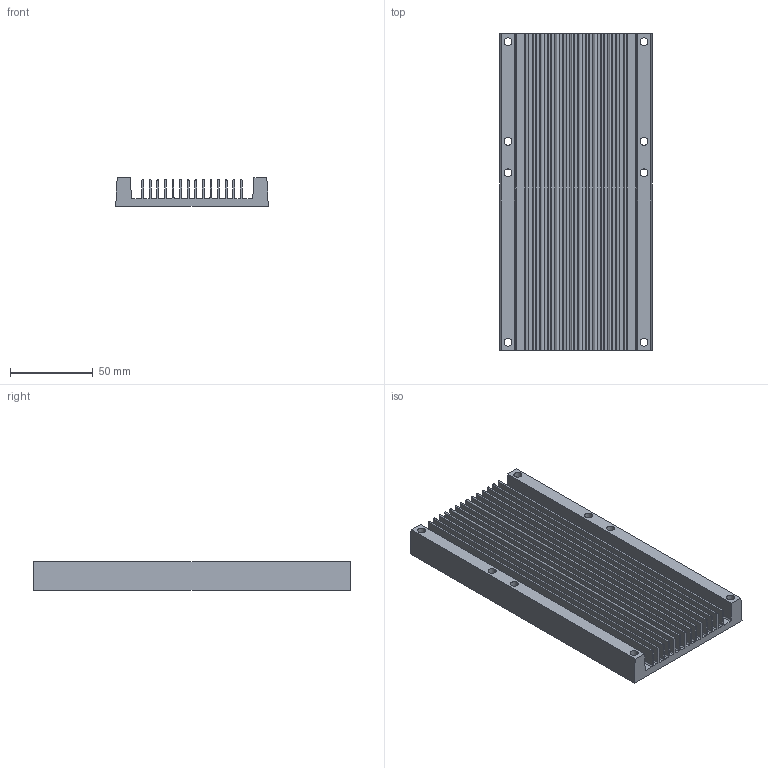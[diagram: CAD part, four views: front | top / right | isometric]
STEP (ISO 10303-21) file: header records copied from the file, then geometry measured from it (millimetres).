
FILE_DESCRIPTION (( 'STEP AP214' ), '1' );
FILE_NAME ('32176.STEP', '2011-02-25T15:26:20', ( 'Vicor Employee' ), ( 'Vicor Corporation' ), 'SwSTEP 2.0', 'SolidWorks 2010', '' );
FILE_SCHEMA (( 'AUTOMOTIVE_DESIGN' ));
Length unit declared in the file: inch
Products named in the file (1): 32176
Bounding box: 92 x 191.01 x 17.37 mm (x, y, z)
Volume: 154985.4 mm3; surface area: 107977.6 mm2
Topology: 1 solids, 1 shells, 104 faces, 310 edges, 208 vertices
Faces by surface type: plane 52, cylinder 52
Full cylindrical faces by diameter (mm): 4.775 x8
Entity records: 3526 total; most frequent: DIRECTION 612, CARTESIAN_POINT 607, ORIENTED_EDGE 596, EDGE_CURVE 298, AXIS2_PLACEMENT_3D 209, VERTEX_POINT 204, VECTOR 194, LINE 194
